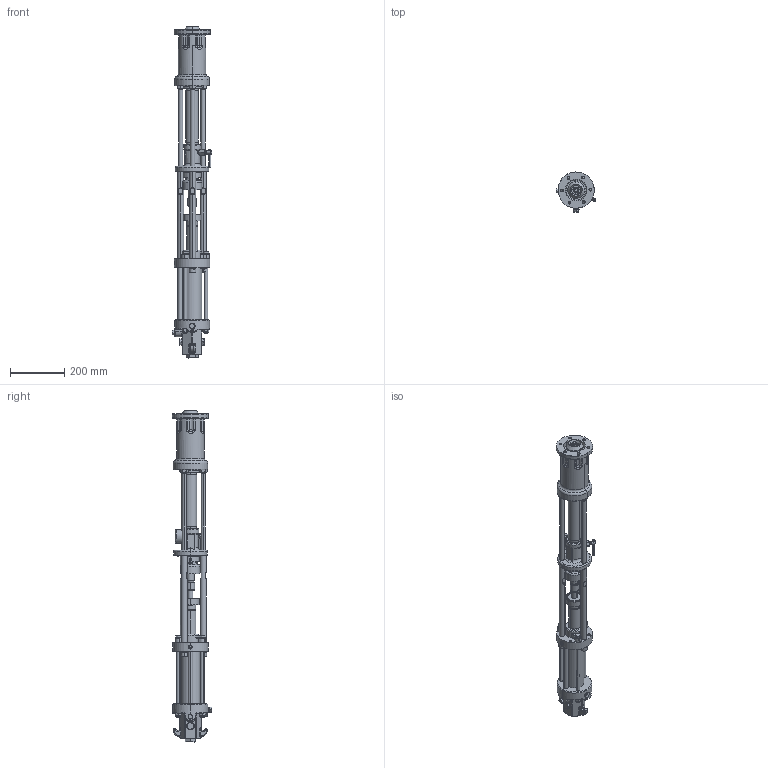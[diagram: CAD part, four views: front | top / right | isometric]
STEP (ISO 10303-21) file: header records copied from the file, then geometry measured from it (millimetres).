
FILE_DESCRIPTION((''),'2;1');
FILE_NAME('99786634_SW0003','2017-07-12T',('irgbqd'),(''),'PRO/ENGINEER BY PARAMETRIC TECHNOLOGY CORPORATION, 2016360','PRO/ENGINEER BY PARAMETRIC TECHNOLOGY CORPORATION, 2016360','');
FILE_SCHEMA(('CONFIG_CONTROL_DESIGN'));
Products named in the file (1): 99786634_SW0003
Bounding box: 146.88 x 145.35 x 1219.7 mm (x, y, z)
Volume: 5417348.3 mm3; surface area: 686406.7 mm2
Topology: 2 solids, 7 shells, 2028 faces, 5236 edges, 3352 vertices
Faces by surface type: plane 665, cylinder 497, extrusion 335, cone 245, bspline 146, torus 120, sphere 20
Entity records: 110865 total; most frequent: CARTESIAN_POINT 63642, ORIENTED_EDGE 10412, DIRECTION 8652, EDGE_CURVE 5206, VERTEX_POINT 3352, AXIS2_PLACEMENT_3D 3088, VECTOR 2476, EDGE_LOOP 2260
